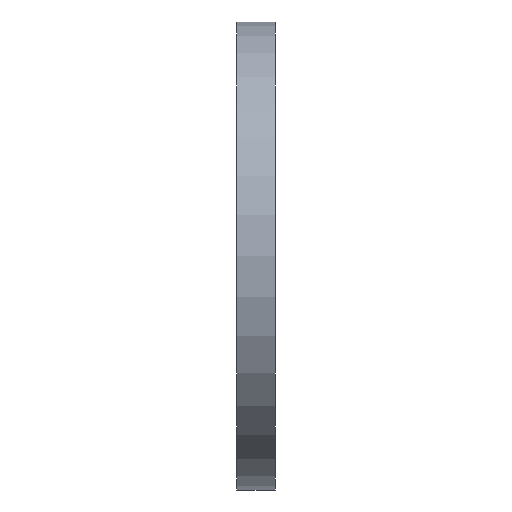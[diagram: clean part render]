
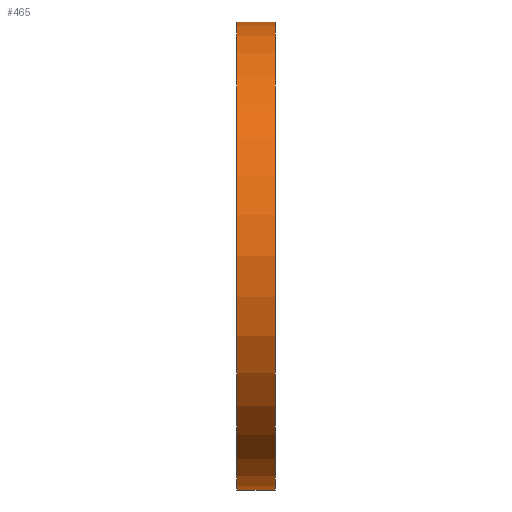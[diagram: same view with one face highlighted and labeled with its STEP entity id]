
A CAD part, front view. The second image highlights one B-rep face of the part: STEP entity #465.
In plain terms, the highlighted cylindrical face has radius 257.5 mm (diameter 515 mm), a partial arc.
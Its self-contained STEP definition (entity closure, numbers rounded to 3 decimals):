
#247 = EDGE_CURVE( '', #571, #323, #678, .T. );
#251 = EDGE_CURVE( '', #355, #571, #682, .T. );
#303 = EDGE_CURVE( '', #323, #455, #739, .T. );
#323 = VERTEX_POINT( '', #759 );
#355 = VERTEX_POINT( '', #793 );
#455 = VERTEX_POINT( '', #934 );
#465 = ADVANCED_FACE( '', ( #944 ), #945, .T. );
#571 = VERTEX_POINT( '', #1060 );
#583 = EDGE_CURVE( '', #455, #355, #1074, .T. );
#678 = LINE( '', #1173, #1174 );
#682 = CIRCLE( '', #1180, 257.5 );
#739 = CIRCLE( '', #1251, 257.5 );
#759 = CARTESIAN_POINT( '', ( 42., 0., -257.5 ) );
#793 = CARTESIAN_POINT( '', ( 0., 0., 257.5 ) );
#934 = CARTESIAN_POINT( '', ( 42., 0., 257.5 ) );
#944 = FACE_OUTER_BOUND( '', #1508, .T. );
#945 = CYLINDRICAL_SURFACE( '', #1509, 257.5 );
#1060 = CARTESIAN_POINT( '', ( 0., 0., -257.5 ) );
#1074 = LINE( '', #1675, #1676 );
#1173 = CARTESIAN_POINT( '', ( 0., 0., -257.5 ) );
#1174 = VECTOR( '', #1782, 1. );
#1180 = AXIS2_PLACEMENT_3D( '', #1786, #1787, #1788 );
#1251 = AXIS2_PLACEMENT_3D( '', #1863, #1864, #1865 );
#1508 = EDGE_LOOP( '', ( #2095, #2096, #2097, #2098 ) );
#1509 = AXIS2_PLACEMENT_3D( '', #2099, #2100, #2101 );
#1675 = CARTESIAN_POINT( '', ( 0., 0., 257.5 ) );
#1676 = VECTOR( '', #2258, 1. );
#1782 = DIRECTION( '', ( 1., 0., 0. ) );
#1786 = CARTESIAN_POINT( '', ( 0., 0., 0. ) );
#1787 = DIRECTION( '', ( 1., 0., 0. ) );
#1788 = DIRECTION( '', ( 0., 0., -1. ) );
#1863 = CARTESIAN_POINT( '', ( 42., 0., 0. ) );
#1864 = DIRECTION( '', ( -1., 0., 0. ) );
#1865 = DIRECTION( '', ( 0., 0., -1. ) );
#2095 = ORIENTED_EDGE( '', *, *, #247, .T. );
#2096 = ORIENTED_EDGE( '', *, *, #303, .T. );
#2097 = ORIENTED_EDGE( '', *, *, #583, .T. );
#2098 = ORIENTED_EDGE( '', *, *, #251, .T. );
#2099 = CARTESIAN_POINT( '', ( 0., 0., 0. ) );
#2100 = DIRECTION( '', ( -1., 0., 0. ) );
#2101 = DIRECTION( '', ( 0., 0., -1. ) );
#2258 = DIRECTION( '', ( -1., 0., 0. ) );
